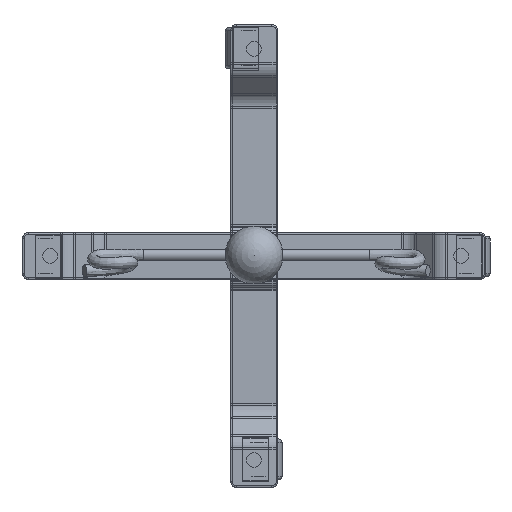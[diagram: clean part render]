
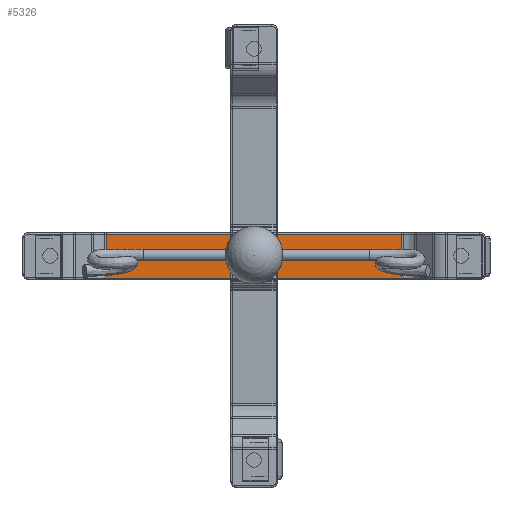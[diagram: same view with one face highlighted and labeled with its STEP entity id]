
A CAD part, top view. The second image highlights one B-rep face of the part: STEP entity #5326.
In plain terms, the highlighted planar face has unit normal (0, 0, 1).
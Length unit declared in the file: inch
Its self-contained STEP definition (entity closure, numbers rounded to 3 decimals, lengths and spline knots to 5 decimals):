
#330=PLANE('',#5824);
#471=LINE('',#8741,#777);
#472=LINE('',#8745,#778);
#473=LINE('',#8747,#779);
#474=LINE('',#8748,#780);
#777=VECTOR('',#6889,1.);
#778=VECTOR('',#6894,1.);
#779=VECTOR('',#6895,1.);
#780=VECTOR('',#6896,1.);
#1218=FACE_OUTER_BOUND('',#1554,.T.);
#1554=EDGE_LOOP('',(#3943,#3944,#3945,#3946));
#2465=VERTEX_POINT('',#8738);
#2466=VERTEX_POINT('',#8740);
#2467=VERTEX_POINT('',#8744);
#2468=VERTEX_POINT('',#8746);
#3018=EDGE_CURVE('',#2466,#2465,#471,.T.);
#3020=EDGE_CURVE('',#2465,#2467,#472,.T.);
#3021=EDGE_CURVE('',#2468,#2467,#473,.T.);
#3022=EDGE_CURVE('',#2468,#2466,#474,.F.);
#3943=ORIENTED_EDGE('',*,*,#3018,.T.);
#3944=ORIENTED_EDGE('',*,*,#3020,.T.);
#3945=ORIENTED_EDGE('',*,*,#3021,.F.);
#3946=ORIENTED_EDGE('',*,*,#3022,.T.);
#5326=ADVANCED_FACE('',(#1218),#330,.F.);
#5824=AXIS2_PLACEMENT_3D('',#8743,#6892,#6893);
#6889=DIRECTION('',(0.,1.,0.));
#6892=DIRECTION('center_axis',(0.,0.,-1.));
#6893=DIRECTION('ref_axis',(1.,0.,0.));
#6894=DIRECTION('',(-1.,0.,0.));
#6895=DIRECTION('',(0.,1.,0.));
#6896=DIRECTION('',(-1.,0.,0.));
#8738=CARTESIAN_POINT('',(48.20419,-33.16227,5.05856));
#8740=CARTESIAN_POINT('',(48.20419,-35.04227,5.05856));
#8741=CARTESIAN_POINT('',(48.20419,-35.10227,5.05856));
#8743=CARTESIAN_POINT('Origin',(48.20419,-35.10227,5.05856));
#8744=CARTESIAN_POINT('',(35.56058,-33.16227,5.05856));
#8745=CARTESIAN_POINT('',(48.20419,-33.16227,5.05856));
#8746=CARTESIAN_POINT('',(35.56058,-35.04227,5.05856));
#8747=CARTESIAN_POINT('',(35.56058,-35.10227,5.05856));
#8748=CARTESIAN_POINT('',(48.20419,-35.04227,5.05856));
